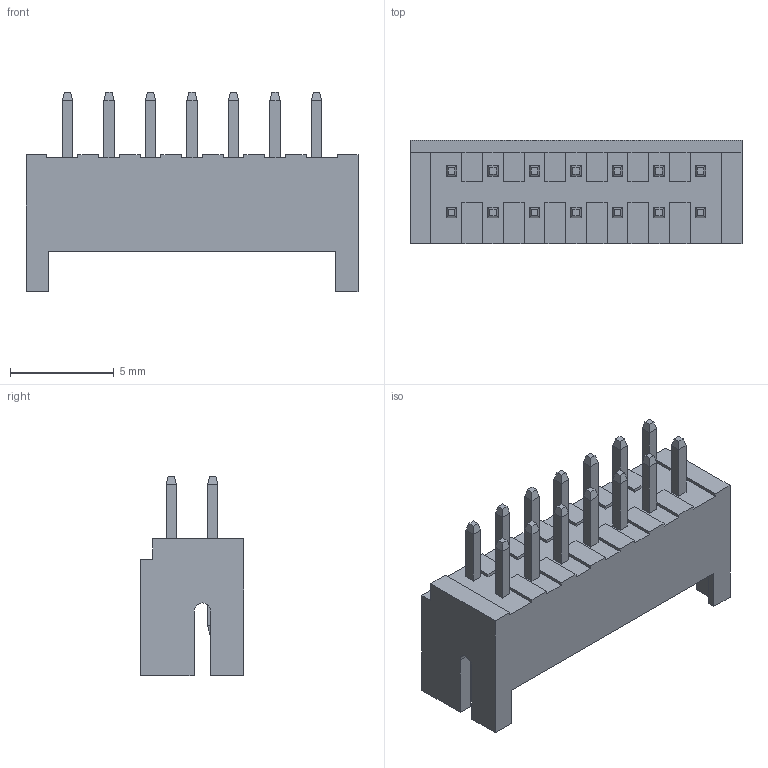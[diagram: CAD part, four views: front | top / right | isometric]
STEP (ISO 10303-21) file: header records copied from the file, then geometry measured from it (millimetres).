
FILE_DESCRIPTION(('STEP AP242'),'1');
FILE_NAME('df11-14dp-2dsa_01_.stp','2021-01-04T07:17:11',('TraceParts'),('TraceParts S.A.'),'Spatial InterOp 3D',' ',' ');
FILE_SCHEMA(('AP242_MANAGED_MODEL_BASED_3D_ENGINEERING_MIM_LF {1 0 10303 442 1 1 4}'));
Length unit declared in the file: millimetre
Products named in the file (1): df11-14dp-2dsa_01_
Bounding box: 16 x 5 x 9.6 mm (x, y, z)
Volume: 200.2 mm3; surface area: 685.4 mm2
Topology: 1 solids, 1 shells, 330 faces, 788 edges, 488 vertices
Faces by surface type: plane 328, cylinder 2
Entity records: 11864 total; most frequent: CARTESIAN_POINT 1607, ORIENTED_EDGE 1576, DIRECTION 1454, EDGE_CURVE 788, LINE 784, VECTOR 784, VERTEX_POINT 488, EDGE_LOOP 358
